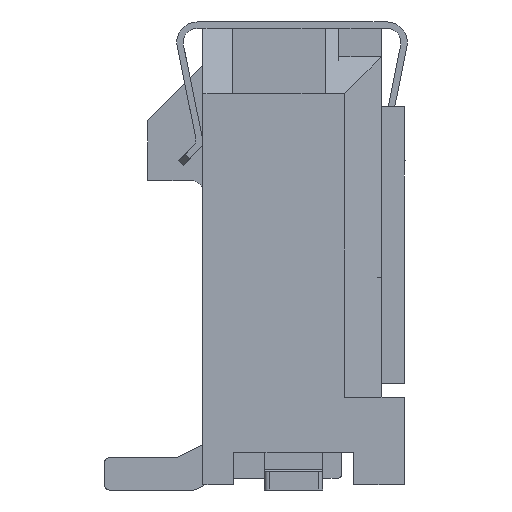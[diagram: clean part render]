
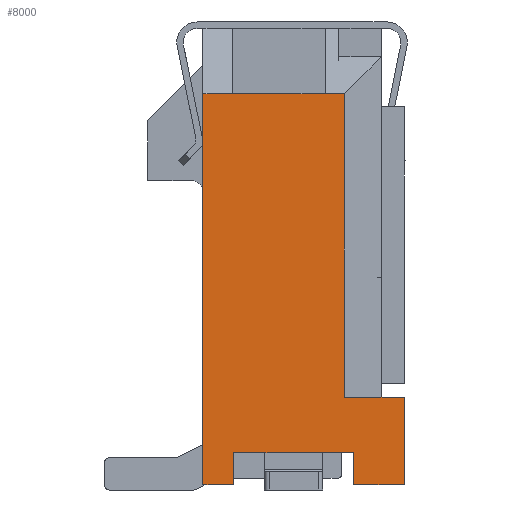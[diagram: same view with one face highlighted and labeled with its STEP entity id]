
A CAD part, front view. The second image highlights one B-rep face of the part: STEP entity #8000.
In plain terms, the highlighted face is planar.
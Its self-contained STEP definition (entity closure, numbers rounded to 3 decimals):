
#298=PLANE('',#8637);
#1113=LINE('',#12601,#2130);
#1122=LINE('',#12620,#2139);
#1125=LINE('',#12626,#2142);
#1128=LINE('',#12632,#2145);
#1187=LINE('',#12753,#2204);
#1227=LINE('',#12836,#2244);
#1241=LINE('',#12862,#2258);
#1251=LINE('',#12881,#2268);
#1278=LINE('',#12928,#2295);
#1280=LINE('',#12932,#2297);
#1308=LINE('',#12985,#2325);
#1309=LINE('',#12986,#2326);
#2130=VECTOR('',#10291,1000.);
#2139=VECTOR('',#10304,1000.);
#2142=VECTOR('',#10309,1000.);
#2145=VECTOR('',#10314,1000.);
#2204=VECTOR('',#10411,1000.);
#2244=VECTOR('',#10481,1000.);
#2258=VECTOR('',#10503,1000.);
#2268=VECTOR('',#10519,1000.);
#2295=VECTOR('',#10554,1000.);
#2297=VECTOR('',#10558,1000.);
#2325=VECTOR('',#10594,1000.);
#2326=VECTOR('',#10595,1000.);
#4187=ORIENTED_EDGE('',*,*,#5750,.T.);
#4188=ORIENTED_EDGE('',*,*,#5721,.T.);
#4189=ORIENTED_EDGE('',*,*,#5778,.F.);
#4190=ORIENTED_EDGE('',*,*,#5581,.T.);
#4191=ORIENTED_EDGE('',*,*,#5711,.F.);
#4192=ORIENTED_EDGE('',*,*,#5655,.F.);
#4193=ORIENTED_EDGE('',*,*,#5697,.F.);
#4194=ORIENTED_EDGE('',*,*,#5779,.T.);
#4195=ORIENTED_EDGE('',*,*,#5748,.T.);
#4196=ORIENTED_EDGE('',*,*,#5590,.T.);
#4197=ORIENTED_EDGE('',*,*,#5593,.T.);
#4198=ORIENTED_EDGE('',*,*,#5596,.T.);
#5581=EDGE_CURVE('',#6470,#6473,#1113,.T.);
#5590=EDGE_CURVE('',#6478,#6481,#1122,.T.);
#5593=EDGE_CURVE('',#6481,#6483,#1125,.T.);
#5596=EDGE_CURVE('',#6483,#6485,#1128,.T.);
#5655=EDGE_CURVE('',#6528,#6529,#1187,.T.);
#5697=EDGE_CURVE('',#6557,#6528,#1227,.T.);
#5711=EDGE_CURVE('',#6529,#6473,#1241,.T.);
#5721=EDGE_CURVE('',#6571,#6572,#1251,.T.);
#5748=EDGE_CURVE('',#6587,#6478,#1278,.T.);
#5750=EDGE_CURVE('',#6485,#6571,#1280,.T.);
#5778=EDGE_CURVE('',#6470,#6572,#1308,.T.);
#5779=EDGE_CURVE('',#6557,#6587,#1309,.T.);
#6470=VERTEX_POINT('',#12594);
#6473=VERTEX_POINT('',#12600);
#6478=VERTEX_POINT('',#12614);
#6481=VERTEX_POINT('',#12619);
#6483=VERTEX_POINT('',#12625);
#6485=VERTEX_POINT('',#12631);
#6528=VERTEX_POINT('',#12752);
#6529=VERTEX_POINT('',#12754);
#6557=VERTEX_POINT('',#12837);
#6571=VERTEX_POINT('',#12882);
#6572=VERTEX_POINT('',#12883);
#6587=VERTEX_POINT('',#12929);
#7079=EDGE_LOOP('',(#4187,#4188,#4189,#4190,#4191,#4192,#4193,#4194,#4195,
#4196,#4197,#4198));
#7506=FACE_BOUND('',#7079,.T.);
#8000=ADVANCED_FACE('',(#7506),#298,.T.);
#8637=AXIS2_PLACEMENT_3D('',#12984,#10592,#10593);
#10291=DIRECTION('',(0.,-1.,0.));
#10304=DIRECTION('',(0.,-1.,0.));
#10309=DIRECTION('',(0.,0.,-1.));
#10314=DIRECTION('',(0.,1.,0.));
#10411=DIRECTION('',(0.,0.,-1.));
#10481=DIRECTION('',(0.,0.,-1.));
#10503=DIRECTION('',(0.,0.,-1.));
#10519=DIRECTION('',(0.,-1.,0.));
#10554=DIRECTION('',(0.,0.,-1.));
#10558=DIRECTION('',(0.,0.,-1.));
#10592=DIRECTION('',(-1.,0.,0.));
#10593=DIRECTION('',(0.,0.,1.));
#10594=DIRECTION('',(0.,0.,-1.));
#10595=DIRECTION('',(0.,1.,0.));
#12594=CARTESIAN_POINT('',(-9.325,3.05,-0.885));
#12600=CARTESIAN_POINT('',(-9.325,-3.536,-0.885));
#12601=CARTESIAN_POINT('',(-9.325,0.,-0.885));
#12614=CARTESIAN_POINT('',(-9.325,4.95,1.515));
#12619=CARTESIAN_POINT('',(-9.325,4.25,1.515));
#12620=CARTESIAN_POINT('',(-9.325,0.,1.515));
#12625=CARTESIAN_POINT('',(-9.325,4.25,-1.085));
#12626=CARTESIAN_POINT('',(-9.325,4.25,0.));
#12631=CARTESIAN_POINT('',(-9.325,4.95,-1.085));
#12632=CARTESIAN_POINT('',(-9.325,0.,-1.085));
#12752=CARTESIAN_POINT('',(-9.325,-3.536,1.535));
#12753=CARTESIAN_POINT('',(-9.325,-3.536,1.535));
#12754=CARTESIAN_POINT('',(-9.325,-3.536,-0.465));
#12836=CARTESIAN_POINT('',(-9.325,-3.536,0.));
#12837=CARTESIAN_POINT('',(-9.325,-3.536,2.185));
#12862=CARTESIAN_POINT('',(-9.325,-3.536,0.));
#12881=CARTESIAN_POINT('',(-9.325,4.95,-2.185));
#12882=CARTESIAN_POINT('',(-9.325,4.95,-2.185));
#12883=CARTESIAN_POINT('',(-9.325,3.05,-2.185));
#12928=CARTESIAN_POINT('',(-9.325,4.95,2.185));
#12929=CARTESIAN_POINT('',(-9.325,4.95,2.185));
#12932=CARTESIAN_POINT('',(-9.325,4.95,2.185));
#12984=CARTESIAN_POINT('',(-9.325,0.,0.));
#12985=CARTESIAN_POINT('',(-9.325,3.05,-1.685));
#12986=CARTESIAN_POINT('',(-9.325,-4.95,2.185));
